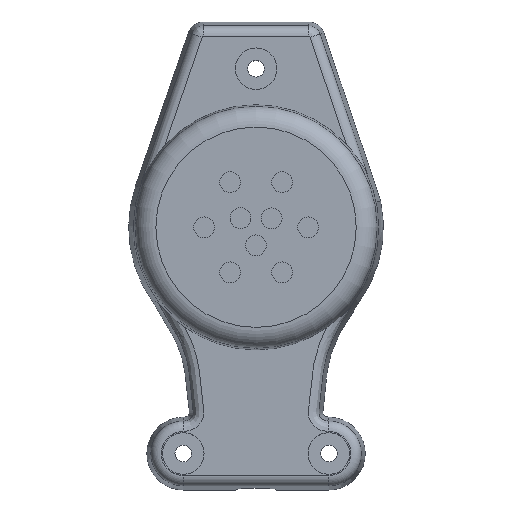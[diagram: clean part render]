
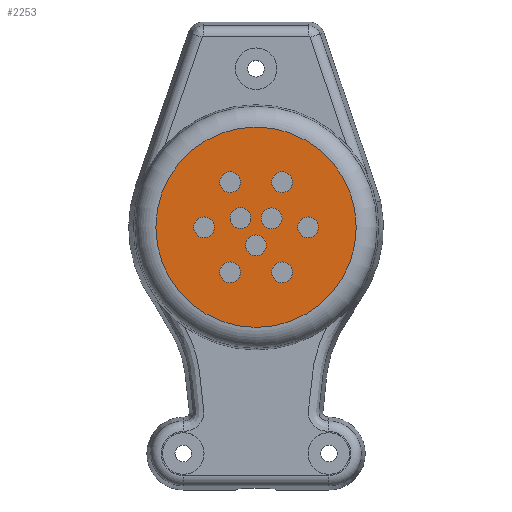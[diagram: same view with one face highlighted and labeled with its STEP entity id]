
A CAD part, top view. The second image highlights one B-rep face of the part: STEP entity #2253.
In plain terms, the highlighted planar face has unit normal (0, 0, 1).
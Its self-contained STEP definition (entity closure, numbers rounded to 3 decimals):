
#45=FACE_BOUND('',#702,.T.);
#46=FACE_BOUND('',#703,.T.);
#47=FACE_BOUND('',#704,.T.);
#48=FACE_BOUND('',#705,.T.);
#49=FACE_BOUND('',#706,.T.);
#50=FACE_BOUND('',#707,.T.);
#51=FACE_BOUND('',#708,.T.);
#52=FACE_BOUND('',#709,.T.);
#53=FACE_BOUND('',#710,.T.);
#123=PLANE('',#2488);
#549=FACE_OUTER_BOUND('',#701,.T.);
#701=EDGE_LOOP('',(#1845));
#702=EDGE_LOOP('',(#1846));
#703=EDGE_LOOP('',(#1847));
#704=EDGE_LOOP('',(#1848));
#705=EDGE_LOOP('',(#1849));
#706=EDGE_LOOP('',(#1850));
#707=EDGE_LOOP('',(#1851));
#708=EDGE_LOOP('',(#1852));
#709=EDGE_LOOP('',(#1853));
#710=EDGE_LOOP('',(#1854));
#872=CIRCLE('',#2481,9.633);
#878=CIRCLE('',#2489,1.);
#879=CIRCLE('',#2490,1.);
#880=CIRCLE('',#2491,1.);
#881=CIRCLE('',#2492,1.);
#882=CIRCLE('',#2493,1.);
#883=CIRCLE('',#2494,1.);
#884=CIRCLE('',#2495,1.);
#885=CIRCLE('',#2496,1.);
#886=CIRCLE('',#2497,1.);
#1081=VERTEX_POINT('',#4563);
#1095=VERTEX_POINT('',#4671);
#1096=VERTEX_POINT('',#4673);
#1097=VERTEX_POINT('',#4675);
#1098=VERTEX_POINT('',#4677);
#1099=VERTEX_POINT('',#4679);
#1100=VERTEX_POINT('',#4681);
#1101=VERTEX_POINT('',#4683);
#1102=VERTEX_POINT('',#4685);
#1103=VERTEX_POINT('',#4687);
#1348=EDGE_CURVE('',#1081,#1081,#872,.T.);
#1363=EDGE_CURVE('',#1095,#1095,#878,.T.);
#1364=EDGE_CURVE('',#1096,#1096,#879,.T.);
#1365=EDGE_CURVE('',#1097,#1097,#880,.T.);
#1366=EDGE_CURVE('',#1098,#1098,#881,.T.);
#1367=EDGE_CURVE('',#1099,#1099,#882,.T.);
#1368=EDGE_CURVE('',#1100,#1100,#883,.T.);
#1369=EDGE_CURVE('',#1101,#1101,#884,.T.);
#1370=EDGE_CURVE('',#1102,#1102,#885,.T.);
#1371=EDGE_CURVE('',#1103,#1103,#886,.T.);
#1845=ORIENTED_EDGE('',*,*,#1348,.F.);
#1846=ORIENTED_EDGE('',*,*,#1363,.T.);
#1847=ORIENTED_EDGE('',*,*,#1364,.T.);
#1848=ORIENTED_EDGE('',*,*,#1365,.T.);
#1849=ORIENTED_EDGE('',*,*,#1366,.T.);
#1850=ORIENTED_EDGE('',*,*,#1367,.T.);
#1851=ORIENTED_EDGE('',*,*,#1368,.T.);
#1852=ORIENTED_EDGE('',*,*,#1369,.T.);
#1853=ORIENTED_EDGE('',*,*,#1370,.T.);
#1854=ORIENTED_EDGE('',*,*,#1371,.T.);
#2253=ADVANCED_FACE('',(#549,#45,#46,#47,#48,#49,#50,#51,#52,#53),#123,
 .T.);
#2481=AXIS2_PLACEMENT_3D('',#4565,#2963,#2964);
#2488=AXIS2_PLACEMENT_3D('',#4670,#2978,#2979);
#2489=AXIS2_PLACEMENT_3D('',#4672,#2980,#2981);
#2490=AXIS2_PLACEMENT_3D('',#4674,#2982,#2983);
#2491=AXIS2_PLACEMENT_3D('',#4676,#2984,#2985);
#2492=AXIS2_PLACEMENT_3D('',#4678,#2986,#2987);
#2493=AXIS2_PLACEMENT_3D('',#4680,#2988,#2989);
#2494=AXIS2_PLACEMENT_3D('',#4682,#2990,#2991);
#2495=AXIS2_PLACEMENT_3D('',#4684,#2992,#2993);
#2496=AXIS2_PLACEMENT_3D('',#4686,#2994,#2995);
#2497=AXIS2_PLACEMENT_3D('',#4688,#2996,#2997);
#2963=DIRECTION('center_axis',(0.,0.,-1.));
#2964=DIRECTION('ref_axis',(-1.,0.,0.));
#2978=DIRECTION('center_axis',(0.,0.,1.));
#2979=DIRECTION('ref_axis',(-1.,0.,0.));
#2980=DIRECTION('center_axis',(0.,0.,-1.));
#2981=DIRECTION('ref_axis',(-1.,0.,0.));
#2982=DIRECTION('center_axis',(0.,0.,-1.));
#2983=DIRECTION('ref_axis',(-1.,0.,0.));
#2984=DIRECTION('center_axis',(0.,0.,-1.));
#2985=DIRECTION('ref_axis',(-1.,0.,0.));
#2986=DIRECTION('center_axis',(0.,0.,-1.));
#2987=DIRECTION('ref_axis',(-1.,0.,0.));
#2988=DIRECTION('center_axis',(0.,0.,-1.));
#2989=DIRECTION('ref_axis',(-1.,0.,0.));
#2990=DIRECTION('center_axis',(0.,0.,-1.));
#2991=DIRECTION('ref_axis',(-1.,0.,0.));
#2992=DIRECTION('center_axis',(0.,0.,-1.));
#2993=DIRECTION('ref_axis',(-1.,0.,0.));
#2994=DIRECTION('center_axis',(0.,0.,-1.));
#2995=DIRECTION('ref_axis',(-1.,0.,0.));
#2996=DIRECTION('center_axis',(0.,0.,-1.));
#2997=DIRECTION('ref_axis',(-1.,0.,0.));
#4563=CARTESIAN_POINT('',(9.633,0.,8.5));
#4565=CARTESIAN_POINT('Origin',(0.,0.,8.5));
#4670=CARTESIAN_POINT('Origin',(0.,0.,8.5));
#4671=CARTESIAN_POINT('',(2.503,0.86,8.5));
#4672=CARTESIAN_POINT('Origin',(1.503,0.86,8.5));
#4673=CARTESIAN_POINT('',(0.993,-1.732,8.5));
#4674=CARTESIAN_POINT('Origin',(-0.007,-1.732,
8.5));
#4675=CARTESIAN_POINT('',(-0.497,0.872,8.5));
#4676=CARTESIAN_POINT('Origin',(-1.497,0.872,8.5));
#4677=CARTESIAN_POINT('',(3.5,4.33,8.5));
#4678=CARTESIAN_POINT('Origin',(2.5,4.33,8.5));
#4679=CARTESIAN_POINT('',(6.,0.,8.5));
#4680=CARTESIAN_POINT('Origin',(5.,0.,8.5));
#4681=CARTESIAN_POINT('',(-1.5,-4.33,8.5));
#4682=CARTESIAN_POINT('Origin',(-2.5,-4.33,8.5));
#4683=CARTESIAN_POINT('',(-4.,0.,8.5));
#4684=CARTESIAN_POINT('Origin',(-5.,0.,8.5));
#4685=CARTESIAN_POINT('',(-1.5,4.33,8.5));
#4686=CARTESIAN_POINT('Origin',(-2.5,4.33,8.5));
#4687=CARTESIAN_POINT('',(3.5,-4.33,8.5));
#4688=CARTESIAN_POINT('Origin',(2.5,-4.33,8.5));
